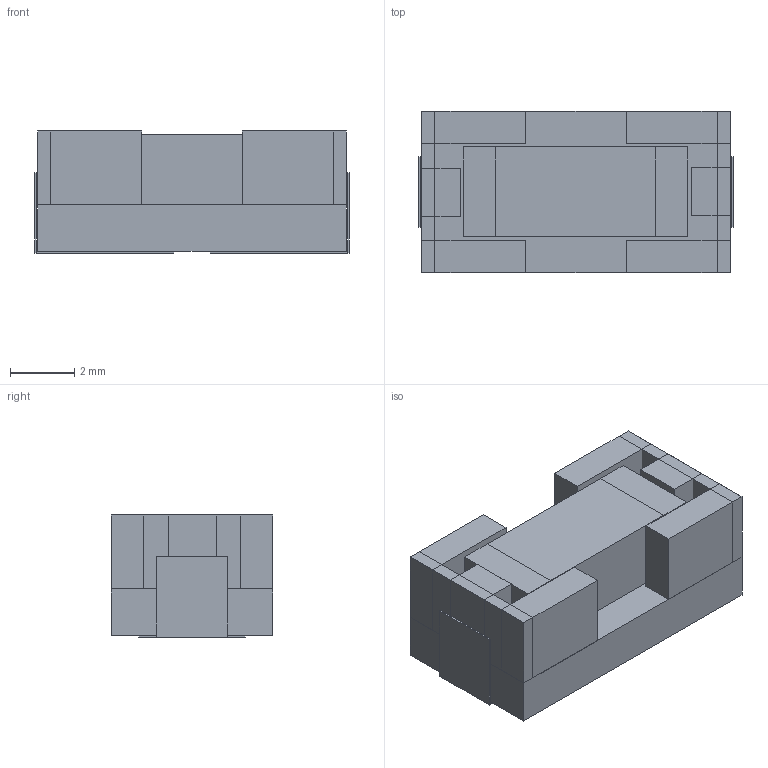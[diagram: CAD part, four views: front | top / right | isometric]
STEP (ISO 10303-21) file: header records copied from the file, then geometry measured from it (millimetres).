
FILE_DESCRIPTION(('FreeCAD Model'),'2;1');
FILE_NAME('SMD-HASF.stp','2019-05-11T03:19:43',('Author'),(''), 'Open CASCADE STEP processor 7.2','FreeCAD','Unknown');
FILE_SCHEMA(('AUTOMOTIVE_DESIGN { 1 0 10303 214 1 1 1 1 }'));
Length unit declared in the file: millimetre
Products named in the file (2): Fuse001; Holder001
Bounding box: 9.83 x 5.03 x 3.81 mm (x, y, z)
Volume: 163.4 mm3; surface area: 543.5 mm2
Topology: 18 solids, 18 shells, 108 faces, 216 edges, 144 vertices
Faces by surface type: plane 108
Entity records: 6294 total; most frequent: CARTESIAN_POINT 901, DIRECTION 866, LINE 648, VECTOR 648, ORIENTED_EDGE 432, PCURVE 432, DEFINITIONAL_REPRESENTATION 432, EDGE_CURVE 216
